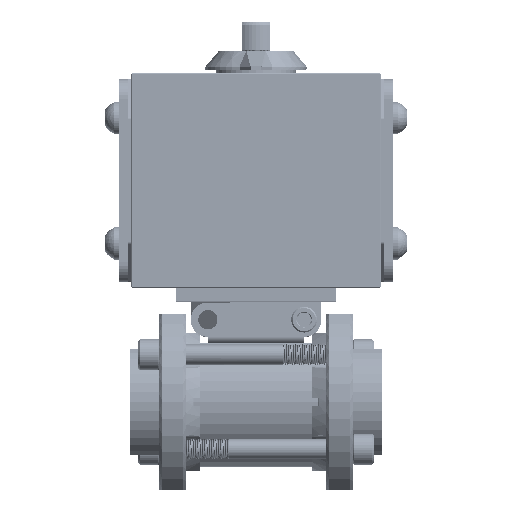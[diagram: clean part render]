
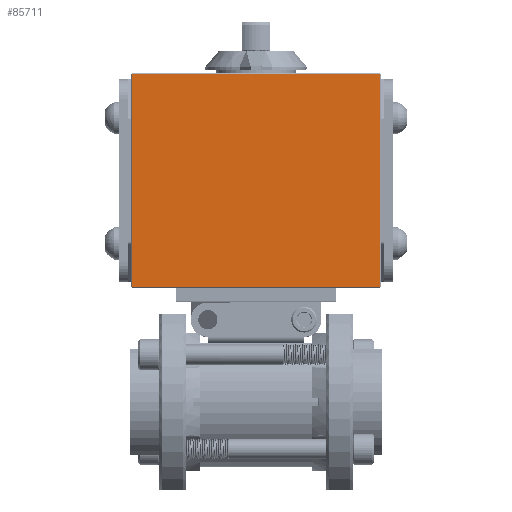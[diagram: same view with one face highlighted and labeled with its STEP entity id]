
A CAD part, top view. The second image highlights one B-rep face of the part: STEP entity #85711.
In plain terms, the highlighted planar face has unit normal (0, 0, 1).
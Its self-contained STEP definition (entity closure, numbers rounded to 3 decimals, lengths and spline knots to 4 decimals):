
#2249 = LINE ( 'NONE', #110929, #149929 ) ;
#6505 = EDGE_CURVE ( 'NONE', #36451, #127924, #2249, .T. ) ;
#7498 = LINE ( 'NONE', #149907, #150722 ) ;
#9760 = EDGE_CURVE ( 'NONE', #33131, #36451, #7498, .T. ) ;
#26006 = VERTEX_POINT ( 'NONE', #54613 ) ;
#26371 = ORIENTED_EDGE ( 'NONE', *, *, #151994, .T. ) ;
#33131 = VERTEX_POINT ( 'NONE', #102422 ) ;
#35217 = ORIENTED_EDGE ( 'NONE', *, *, #9760, .T. ) ;
#36451 = VERTEX_POINT ( 'NONE', #179843 ) ;
#36796 = DIRECTION ( 'NONE',  ( 0., 0., -1. ) ) ;
#39141 = CARTESIAN_POINT ( 'NONE',  ( 2.251, 5.954, 1.55 ) ) ;
#39696 = DIRECTION ( 'NONE',  ( 0., 1., 0. ) ) ;
#47486 = DIRECTION ( 'NONE',  ( 0., -1., 0. ) ) ;
#47652 = FACE_OUTER_BOUND ( 'NONE', #114924, .T. ) ;
#54613 = CARTESIAN_POINT ( 'NONE',  ( -2.255, 5.954, 1.55 ) ) ;
#69200 = CARTESIAN_POINT ( 'NONE',  ( -2.275, 5.954, 1.55 ) ) ;
#76012 = EDGE_CURVE ( 'NONE', #26006, #33131, #100728, .T. ) ;
#79494 = AXIS2_PLACEMENT_3D ( 'NONE', #165021, #36796, #136830 ) ;
#85711 = ADVANCED_FACE ( 'NONE', ( #47652 ), #93637, .F. ) ;
#93637 = PLANE ( 'NONE',  #79494 ) ;
#96251 = VECTOR ( 'NONE', #47486, 39.3701 ) ;
#98515 = DIRECTION ( 'NONE',  ( -1., 0., 0. ) ) ;
#100728 = LINE ( 'NONE', #147497, #96251 ) ;
#102422 = CARTESIAN_POINT ( 'NONE',  ( -2.255, 2.094, 1.55 ) ) ;
#110929 = CARTESIAN_POINT ( 'NONE',  ( 2.251, 5.974, 1.55 ) ) ;
#114924 = EDGE_LOOP ( 'NONE', ( #179286, #26371, #171101, #35217 ) ) ;
#121747 = DIRECTION ( 'NONE',  ( 1., 0., 0. ) ) ;
#127924 = VERTEX_POINT ( 'NONE', #39141 ) ;
#136830 = DIRECTION ( 'NONE',  ( 0., -1., 0. ) ) ;
#147497 = CARTESIAN_POINT ( 'NONE',  ( -2.255, 2.074, 1.55 ) ) ;
#149907 = CARTESIAN_POINT ( 'NONE',  ( -2.275, 2.094, 1.55 ) ) ;
#149929 = VECTOR ( 'NONE', #39696, 39.3701 ) ;
#150722 = VECTOR ( 'NONE', #121747, 39.3701 ) ;
#151994 = EDGE_CURVE ( 'NONE', #127924, #26006, #173413, .T. ) ;
#165021 = CARTESIAN_POINT ( 'NONE',  ( -2.275, 5.974, 1.55 ) ) ;
#168930 = VECTOR ( 'NONE', #98515, 39.3701 ) ;
#171101 = ORIENTED_EDGE ( 'NONE', *, *, #76012, .T. ) ;
#173413 = LINE ( 'NONE', #69200, #168930 ) ;
#179286 = ORIENTED_EDGE ( 'NONE', *, *, #6505, .T. ) ;
#179843 = CARTESIAN_POINT ( 'NONE',  ( 2.251, 2.094, 1.55 ) ) ;
